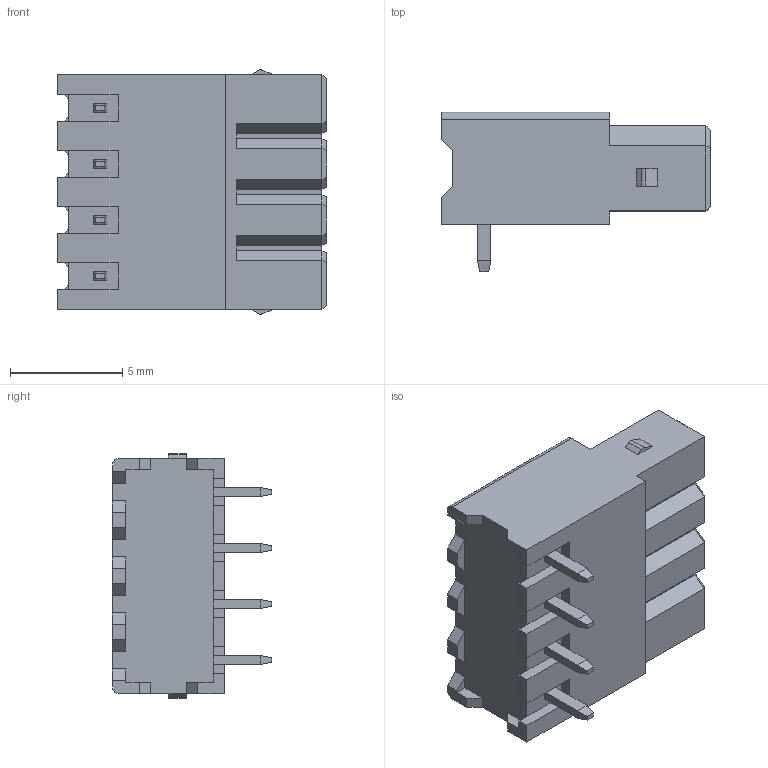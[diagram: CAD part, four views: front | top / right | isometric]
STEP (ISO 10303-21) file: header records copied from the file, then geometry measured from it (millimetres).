
FILE_DESCRIPTION(('STEP AP242'),'1');
FILE_NAME('1815002.stp','2023-05-08T10:09:54',('TraceParts'),('TraceParts S.A.'),'Spatial InterOp 3D',' ',' ');
FILE_SCHEMA(('AP242_MANAGED_MODEL_BASED_3D_ENGINEERING_MIM_LF {1 0 10303 442 1 1 4}'));
Length unit declared in the file: millimetre
Products named in the file (1): 1815002
Bounding box: 12 x 7.1 x 10.9 mm (x, y, z)
Volume: 525 mm3; surface area: 526.6 mm2
Topology: 1 solids, 1 shells, 308 faces, 746 edges, 454 vertices
Faces by surface type: plane 240, cylinder 36, cone 32
Entity records: 11222 total; most frequent: CARTESIAN_POINT 1509, ORIENTED_EDGE 1492, DIRECTION 1468, EDGE_CURVE 746, LINE 642, VECTOR 642, VERTEX_POINT 454, AXIS2_PLACEMENT_3D 413
